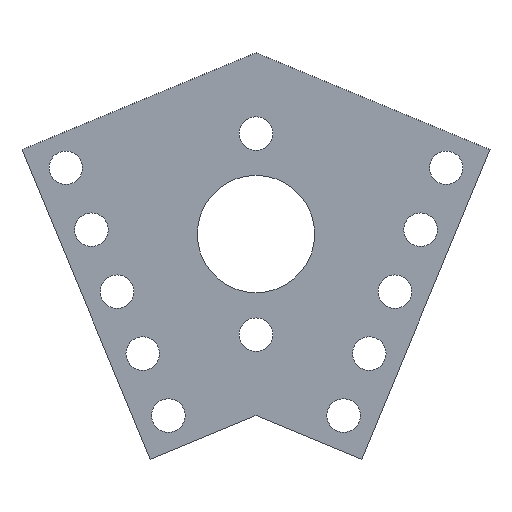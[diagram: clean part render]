
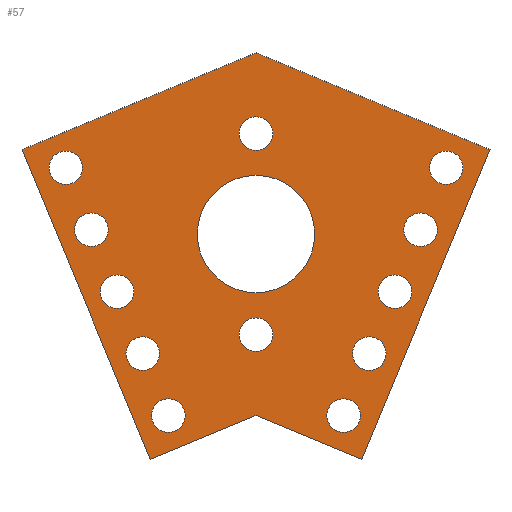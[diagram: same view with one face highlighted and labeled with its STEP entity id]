
A CAD part, front view. The second image highlights one B-rep face of the part: STEP entity #57.
In plain terms, the highlighted planar face has unit normal (0, -1, 0).
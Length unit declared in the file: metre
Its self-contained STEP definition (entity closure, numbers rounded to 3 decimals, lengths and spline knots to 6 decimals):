
#57 = ADVANCED_FACE( 'NONE', ( #127, #128, #129, #130, #131, #132, #133, #134, #135, #136, #137, #138, #139, #140 ), #141, .F. );
#127 = FACE_OUTER_BOUND( '', #236, .T. );
#128 = FACE_BOUND( '', #237, .T. );
#129 = FACE_BOUND( '', #238, .T. );
#130 = FACE_BOUND( '', #239, .T. );
#131 = FACE_BOUND( '', #240, .T. );
#132 = FACE_BOUND( '', #241, .T. );
#133 = FACE_BOUND( '', #242, .T. );
#134 = FACE_BOUND( '', #243, .T. );
#135 = FACE_BOUND( '', #244, .T. );
#136 = FACE_BOUND( '', #245, .T. );
#137 = FACE_BOUND( '', #246, .T. );
#138 = FACE_BOUND( '', #247, .T. );
#139 = FACE_BOUND( '', #248, .T. );
#140 = FACE_BOUND( '', #249, .T. );
#141 = PLANE( '', #250 );
#236 = EDGE_LOOP( '', ( #354, #355, #356, #357, #358, #359 ) );
#237 = EDGE_LOOP( '', ( #360 ) );
#238 = EDGE_LOOP( '', ( #361 ) );
#239 = EDGE_LOOP( '', ( #362 ) );
#240 = EDGE_LOOP( '', ( #363 ) );
#241 = EDGE_LOOP( '', ( #364 ) );
#242 = EDGE_LOOP( '', ( #365 ) );
#243 = EDGE_LOOP( '', ( #366 ) );
#244 = EDGE_LOOP( '', ( #367 ) );
#245 = EDGE_LOOP( '', ( #368 ) );
#246 = EDGE_LOOP( '', ( #369 ) );
#247 = EDGE_LOOP( '', ( #370 ) );
#248 = EDGE_LOOP( '', ( #371 ) );
#249 = EDGE_LOOP( '', ( #372 ) );
#250 = AXIS2_PLACEMENT_3D( '', #373, #374, #375 );
#354 = ORIENTED_EDGE( '', *, *, #508, .F. );
#355 = ORIENTED_EDGE( '', *, *, #509, .F. );
#356 = ORIENTED_EDGE( '', *, *, #510, .F. );
#357 = ORIENTED_EDGE( '', *, *, #511, .F. );
#358 = ORIENTED_EDGE( '', *, *, #500, .F. );
#359 = ORIENTED_EDGE( '', *, *, #512, .F. );
#360 = ORIENTED_EDGE( '', *, *, #513, .T. );
#361 = ORIENTED_EDGE( '', *, *, #492, .T. );
#362 = ORIENTED_EDGE( '', *, *, #514, .F. );
#363 = ORIENTED_EDGE( '', *, *, #489, .F. );
#364 = ORIENTED_EDGE( '', *, *, #515, .T. );
#365 = ORIENTED_EDGE( '', *, *, #498, .T. );
#366 = ORIENTED_EDGE( '', *, *, #516, .T. );
#367 = ORIENTED_EDGE( '', *, *, #517, .T. );
#368 = ORIENTED_EDGE( '', *, *, #518, .T. );
#369 = ORIENTED_EDGE( '', *, *, #506, .T. );
#370 = ORIENTED_EDGE( '', *, *, #519, .F. );
#371 = ORIENTED_EDGE( '', *, *, #520, .F. );
#372 = ORIENTED_EDGE( '', *, *, #495, .F. );
#373 = CARTESIAN_POINT( '', ( 0., 0., 0. ) );
#374 = DIRECTION( '', ( 0., 1., 0. ) );
#375 = DIRECTION( '', ( 1., 0., 0. ) );
#489 = EDGE_CURVE( 'NONE', #555, #555, #556, .T. );
#492 = EDGE_CURVE( 'NONE', #560, #560, #561, .T. );
#495 = EDGE_CURVE( 'NONE', #565, #565, #566, .T. );
#498 = EDGE_CURVE( 'NONE', #570, #570, #571, .T. );
#500 = EDGE_CURVE( 'NONE', #573, #574, #575, .T. );
#506 = EDGE_CURVE( 'NONE', #584, #584, #585, .T. );
#508 = EDGE_CURVE( 'NONE', #587, #588, #589, .T. );
#509 = EDGE_CURVE( 'NONE', #590, #587, #591, .T. );
#510 = EDGE_CURVE( 'NONE', #592, #590, #593, .T. );
#511 = EDGE_CURVE( 'NONE', #574, #592, #594, .T. );
#512 = EDGE_CURVE( 'NONE', #588, #573, #595, .T. );
#513 = EDGE_CURVE( 'NONE', #596, #596, #597, .T. );
#514 = EDGE_CURVE( 'NONE', #598, #598, #599, .T. );
#515 = EDGE_CURVE( 'NONE', #600, #600, #601, .T. );
#516 = EDGE_CURVE( 'NONE', #602, #602, #603, .T. );
#517 = EDGE_CURVE( 'NONE', #604, #604, #605, .T. );
#518 = EDGE_CURVE( 'NONE', #606, #606, #607, .T. );
#519 = EDGE_CURVE( 'NONE', #608, #608, #609, .T. );
#520 = EDGE_CURVE( 'NONE', #610, #610, #611, .T. );
#555 = VERTEX_POINT( '', #658 );
#556 = CIRCLE( '', #659, 0.002 );
#560 = VERTEX_POINT( '', #663 );
#561 = CIRCLE( '', #664, 0.002 );
#565 = VERTEX_POINT( '', #668 );
#566 = CIRCLE( '', #669, 0.002 );
#570 = VERTEX_POINT( '', #673 );
#571 = CIRCLE( '', #674, 0.002 );
#573 = VERTEX_POINT( 'NONE', #676 );
#574 = VERTEX_POINT( 'NONE', #677 );
#575 = LINE( '', #678, #679 );
#584 = VERTEX_POINT( '', #691 );
#585 = CIRCLE( '', #692, 0.002 );
#587 = VERTEX_POINT( 'NONE', #694 );
#588 = VERTEX_POINT( 'NONE', #695 );
#589 = LINE( '', #696, #697 );
#590 = VERTEX_POINT( 'NONE', #698 );
#591 = LINE( '', #699, #700 );
#592 = VERTEX_POINT( 'NONE', #701 );
#593 = LINE( '', #702, #703 );
#594 = LINE( '', #704, #705 );
#595 = LINE( '', #706, #707 );
#596 = VERTEX_POINT( '', #708 );
#597 = CIRCLE( '', #709, 0.002 );
#598 = VERTEX_POINT( '', #710 );
#599 = CIRCLE( '', #711, 0.002 );
#600 = VERTEX_POINT( '', #712 );
#601 = CIRCLE( '', #713, 0.007 );
#602 = VERTEX_POINT( '', #714 );
#603 = CIRCLE( '', #715, 0.002 );
#604 = VERTEX_POINT( '', #716 );
#605 = CIRCLE( '', #717, 0.002 );
#606 = VERTEX_POINT( '', #718 );
#607 = CIRCLE( '', #719, 0.002 );
#608 = VERTEX_POINT( '', #720 );
#609 = CIRCLE( '', #721, 0.002 );
#610 = VERTEX_POINT( '', #722 );
#611 = CIRCLE( '', #723, 0.002 );
#658 = CARTESIAN_POINT( '', ( 0.010453, 0., -0.002 ) );
#659 = AXIS2_PLACEMENT_3D( '', #779, #780, #781 );
#663 = CARTESIAN_POINT( '', ( 0., 0., 0.011648 ) );
#664 = AXIS2_PLACEMENT_3D( '', #785, #786, #787 );
#668 = CARTESIAN_POINT( '', ( 0.013514, 0., 0.005391 ) );
#669 = AXIS2_PLACEMENT_3D( '', #791, #792, #793 );
#673 = CARTESIAN_POINT( '', ( -0.022698, 0., 0.031564 ) );
#674 = AXIS2_PLACEMENT_3D( '', #797, #798, #799 );
#676 = CARTESIAN_POINT( '', ( -0.027925, 0., 0.031729 ) );
#677 = CARTESIAN_POINT( '', ( 0., 0., 0.043296 ) );
#678 = CARTESIAN_POINT( '', ( -0.027925, 0., 0.031729 ) );
#679 = VECTOR( '', #800, 1. );
#691 = CARTESIAN_POINT( '', ( -0.013514, 0., 0.005391 ) );
#692 = AXIS2_PLACEMENT_3D( '', #807, #808, #809 );
#694 = CARTESIAN_POINT( '', ( 0., 0., 0. ) );
#695 = CARTESIAN_POINT( '', ( -0.012617, 0., -0.005226 ) );
#696 = CARTESIAN_POINT( '', ( 0., 0., 0. ) );
#697 = VECTOR( '', #810, 1. );
#698 = CARTESIAN_POINT( '', ( 0.012617, 0., -0.005226 ) );
#699 = CARTESIAN_POINT( '', ( 0., 0., 0. ) );
#700 = VECTOR( '', #811, 1. );
#701 = CARTESIAN_POINT( '', ( 0.027925, 0., 0.031729 ) );
#702 = CARTESIAN_POINT( '', ( 0.012617, 0., -0.005226 ) );
#703 = VECTOR( '', #812, 1. );
#704 = CARTESIAN_POINT( '', ( 0.027925, 0., 0.031729 ) );
#705 = VECTOR( '', #813, 1. );
#706 = CARTESIAN_POINT( '', ( -0.012617, 0., -0.005226 ) );
#707 = VECTOR( '', #814, 1. );
#708 = CARTESIAN_POINT( '', ( 0., 0., 0.031648 ) );
#709 = AXIS2_PLACEMENT_3D( '', #815, #816, #817 );
#710 = CARTESIAN_POINT( '', ( 0.016575, 0., 0.016782 ) );
#711 = AXIS2_PLACEMENT_3D( '', #818, #819, #820 );
#712 = CARTESIAN_POINT( '', ( 0., 0., 0.028648 ) );
#713 = AXIS2_PLACEMENT_3D( '', #821, #822, #823 );
#714 = CARTESIAN_POINT( '', ( -0.010453, 0., -0.002 ) );
#715 = AXIS2_PLACEMENT_3D( '', #824, #825, #826 );
#716 = CARTESIAN_POINT( '', ( -0.019637, 0., 0.024173 ) );
#717 = AXIS2_PLACEMENT_3D( '', #827, #828, #829 );
#718 = CARTESIAN_POINT( '', ( -0.016575, 0., 0.016782 ) );
#719 = AXIS2_PLACEMENT_3D( '', #830, #831, #832 );
#720 = CARTESIAN_POINT( '', ( 0.022698, 0., 0.031564 ) );
#721 = AXIS2_PLACEMENT_3D( '', #833, #834, #835 );
#722 = CARTESIAN_POINT( '', ( 0.019637, 0., 0.024173 ) );
#723 = AXIS2_PLACEMENT_3D( '', #836, #837, #838 );
#779 = CARTESIAN_POINT( '', ( 0.010453, 0., 0. ) );
#780 = DIRECTION( '', ( 0., -1., 0. ) );
#781 = DIRECTION( '', ( 0., 0., -1. ) );
#785 = CARTESIAN_POINT( '', ( 0., 0., 0.009648 ) );
#786 = DIRECTION( '', ( 0., 1., 0. ) );
#787 = DIRECTION( '', ( 0., 0., 1. ) );
#791 = CARTESIAN_POINT( '', ( 0.013514, 0., 0.007391 ) );
#792 = DIRECTION( '', ( 0., -1., 0. ) );
#793 = DIRECTION( '', ( 0., 0., -1. ) );
#797 = CARTESIAN_POINT( '', ( -0.022698, 0., 0.029564 ) );
#798 = DIRECTION( '', ( 0., 1., 0. ) );
#799 = DIRECTION( '', ( 0., 0., 1. ) );
#800 = DIRECTION( '', ( 0.924, 0., 0.383 ) );
#807 = CARTESIAN_POINT( '', ( -0.013514, 0., 0.007391 ) );
#808 = DIRECTION( '', ( 0., 1., 0. ) );
#809 = DIRECTION( '', ( 0., 0., -1. ) );
#810 = DIRECTION( '', ( -0.924, 0., -0.383 ) );
#811 = DIRECTION( '', ( -0.924, 0., 0.383 ) );
#812 = DIRECTION( '', ( -0.383, 0., -0.924 ) );
#813 = DIRECTION( '', ( 0.924, 0., -0.383 ) );
#814 = DIRECTION( '', ( -0.383, 0., 0.924 ) );
#815 = CARTESIAN_POINT( '', ( 0., 0., 0.033648 ) );
#816 = DIRECTION( '', ( 0., 1., 0. ) );
#817 = DIRECTION( '', ( 0., 0., -1. ) );
#818 = CARTESIAN_POINT( '', ( 0.016575, 0., 0.014782 ) );
#819 = DIRECTION( '', ( 0., -1., 0. ) );
#820 = DIRECTION( '', ( 0., 0., 1. ) );
#821 = CARTESIAN_POINT( '', ( 0., 0., 0.021648 ) );
#822 = DIRECTION( '', ( 0., 1., 0. ) );
#823 = DIRECTION( '', ( 0., 0., 1. ) );
#824 = CARTESIAN_POINT( '', ( -0.010453, 0., 0. ) );
#825 = DIRECTION( '', ( 0., 1., 0. ) );
#826 = DIRECTION( '', ( 0., 0., -1. ) );
#827 = CARTESIAN_POINT( '', ( -0.019637, 0., 0.022173 ) );
#828 = DIRECTION( '', ( 0., 1., 0. ) );
#829 = DIRECTION( '', ( 0., 0., 1. ) );
#830 = CARTESIAN_POINT( '', ( -0.016575, 0., 0.014782 ) );
#831 = DIRECTION( '', ( 0., 1., 0. ) );
#832 = DIRECTION( '', ( 0., 0., 1. ) );
#833 = CARTESIAN_POINT( '', ( 0.022698, 0., 0.029564 ) );
#834 = DIRECTION( '', ( 0., -1., 0. ) );
#835 = DIRECTION( '', ( 0., 0., 1. ) );
#836 = CARTESIAN_POINT( '', ( 0.019637, 0., 0.022173 ) );
#837 = DIRECTION( '', ( 0., -1., 0. ) );
#838 = DIRECTION( '', ( 0., 0., 1. ) );
